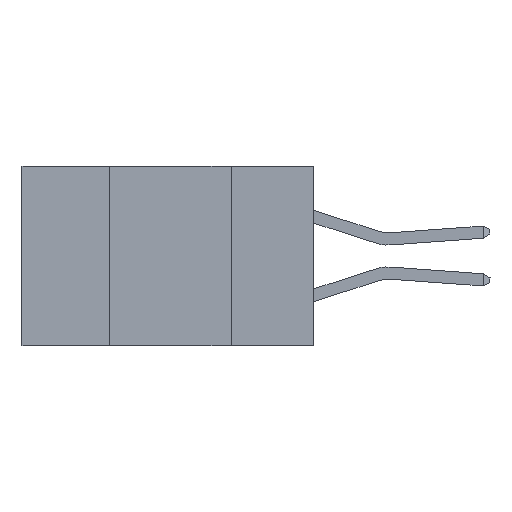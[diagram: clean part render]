
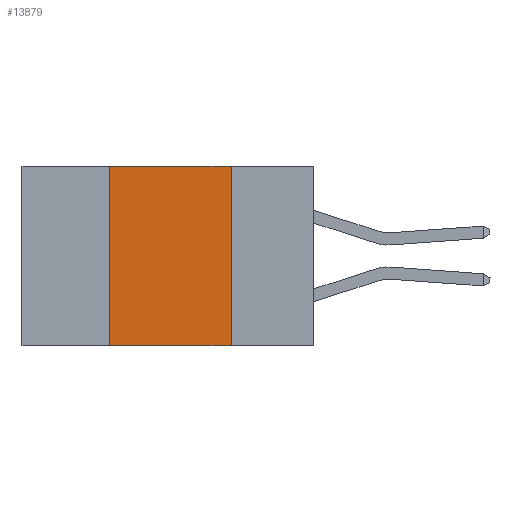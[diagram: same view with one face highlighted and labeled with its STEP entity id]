
A CAD part, left-side view. The second image highlights one B-rep face of the part: STEP entity #13879.
In plain terms, the highlighted planar face has unit normal (-1, 0, 0).
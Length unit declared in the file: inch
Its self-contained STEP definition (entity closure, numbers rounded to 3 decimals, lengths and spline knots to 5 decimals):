
#5 = PLANE ( 'NONE',  #9767 ) ;
#319 = CARTESIAN_POINT ( 'NONE',  ( 0., 0.42, 0. ) ) ;
#525 = DIRECTION ( 'NONE',  ( 0., 0., 1. ) ) ;
#688 = ORIENTED_EDGE ( 'NONE', *, *, #5964, .T. ) ;
#859 = ORIENTED_EDGE ( 'NONE', *, *, #11304, .F. ) ;
#1241 = EDGE_LOOP ( 'NONE', ( #1344, #10751, #859, #688 ) ) ;
#1344 = ORIENTED_EDGE ( 'NONE', *, *, #11510, .F. ) ;
#1492 = VERTEX_POINT ( 'NONE', #10930 ) ;
#1509 = FACE_OUTER_BOUND ( 'NONE', #1241, .T. ) ;
#2368 = CARTESIAN_POINT ( 'NONE',  ( 0., 0.6, 0. ) ) ;
#3513 = CARTESIAN_POINT ( 'NONE',  ( 0., 0.6, 0. ) ) ;
#4046 = DIRECTION ( 'NONE',  ( 0., -1., 0. ) ) ;
#4449 = LINE ( 'NONE', #319, #5758 ) ;
#4708 = VECTOR ( 'NONE', #4046, 39.37008 ) ;
#5692 = CARTESIAN_POINT ( 'NONE',  ( 0., 0.17, -0.37 ) ) ;
#5758 = VECTOR ( 'NONE', #525, 39.37008 ) ;
#5964 = EDGE_CURVE ( 'NONE', #7656, #6037, #9596, .T. ) ;
#5967 = DIRECTION ( 'NONE',  ( 0., 0., -1. ) ) ;
#6037 = VERTEX_POINT ( 'NONE', #5692 ) ;
#6384 = VERTEX_POINT ( 'NONE', #9957 ) ;
#6449 = CARTESIAN_POINT ( 'NONE',  ( 0., 0.17, 0. ) ) ;
#7656 = VERTEX_POINT ( 'NONE', #13184 ) ;
#8090 = LINE ( 'NONE', #6449, #11686 ) ;
#9158 = EDGE_CURVE ( 'NONE', #6384, #1492, #13498, .T. ) ;
#9596 = LINE ( 'NONE', #13987, #4708 ) ;
#9767 = AXIS2_PLACEMENT_3D ( 'NONE', #2368, #12913, #5967 ) ;
#9906 = DIRECTION ( 'NONE',  ( 0., 0., -1. ) ) ;
#9957 = CARTESIAN_POINT ( 'NONE',  ( 0., 0.42, 0. ) ) ;
#10751 = ORIENTED_EDGE ( 'NONE', *, *, #9158, .F. ) ;
#10930 = CARTESIAN_POINT ( 'NONE',  ( 0., 0.17, 0. ) ) ;
#11304 = EDGE_CURVE ( 'NONE', #7656, #6384, #4449, .T. ) ;
#11510 = EDGE_CURVE ( 'NONE', #1492, #6037, #8090, .T. ) ;
#11628 = DIRECTION ( 'NONE',  ( 0., -1., 0. ) ) ;
#11686 = VECTOR ( 'NONE', #9906, 39.37008 ) ;
#12913 = DIRECTION ( 'NONE',  ( 1., 0., 0. ) ) ;
#13184 = CARTESIAN_POINT ( 'NONE',  ( 0., 0.42, -0.37 ) ) ;
#13498 = LINE ( 'NONE', #3513, #14210 ) ;
#13879 = ADVANCED_FACE ( 'NONE', ( #1509 ), #5, .F. ) ;
#13987 = CARTESIAN_POINT ( 'NONE',  ( 0., 0.6, -0.37 ) ) ;
#14210 = VECTOR ( 'NONE', #11628, 39.37008 ) ;
